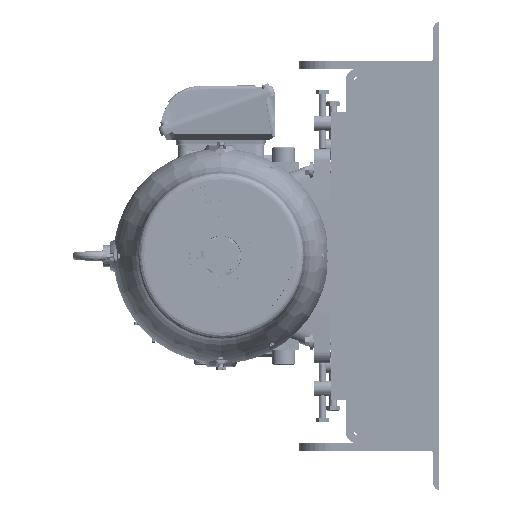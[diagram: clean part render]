
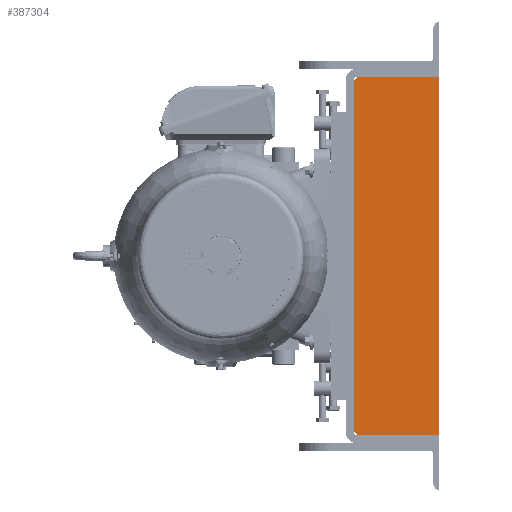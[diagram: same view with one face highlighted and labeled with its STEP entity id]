
A CAD part, left-side view. The second image highlights one B-rep face of the part: STEP entity #387304.
In plain terms, the highlighted planar face has unit normal (-1, 0, 0).
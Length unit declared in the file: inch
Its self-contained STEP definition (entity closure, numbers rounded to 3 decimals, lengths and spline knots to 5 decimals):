
#3649 = VERTEX_POINT ( 'NONE', #201359 ) ;
#4000 = LINE ( 'NONE', #510375, #275657 ) ;
#11726 = VERTEX_POINT ( 'NONE', #115256 ) ;
#17964 = DIRECTION ( 'NONE',  ( 0., 0., 1. ) ) ;
#42383 = CARTESIAN_POINT ( 'NONE',  ( 0., 5.25, -23.5 ) ) ;
#43945 = VECTOR ( 'NONE', #237814, 39.37008 ) ;
#77071 = ORIENTED_EDGE ( 'NONE', *, *, #486332, .F. ) ;
#80789 = CARTESIAN_POINT ( 'NONE',  ( 0., 0., -23.5 ) ) ;
#89566 = EDGE_CURVE ( 'NONE', #224876, #500468, #475590, .T. ) ;
#101331 = VECTOR ( 'NONE', #423093, 39.37008 ) ;
#113683 = LINE ( 'NONE', #237191, #385129 ) ;
#115256 = CARTESIAN_POINT ( 'NONE',  ( 0., 5.25, -23.5 ) ) ;
#122359 = ORIENTED_EDGE ( 'NONE', *, *, #213548, .F. ) ;
#150160 = CARTESIAN_POINT ( 'NONE',  ( 0., 0., -0.5 ) ) ;
#151706 = DIRECTION ( 'NONE',  ( 0., 0., 1. ) ) ;
#198373 = CARTESIAN_POINT ( 'NONE',  ( 0., 5.5, -23.25 ) ) ;
#201359 = CARTESIAN_POINT ( 'NONE',  ( 0., 5.5, -0.75 ) ) ;
#201475 = CARTESIAN_POINT ( 'NONE',  ( 0., 0., -23.5 ) ) ;
#202141 = LINE ( 'NONE', #42383, #411877 ) ;
#204410 = DIRECTION ( 'NONE',  ( 0., 1., 0. ) ) ;
#205648 = LINE ( 'NONE', #308555, #285795 ) ;
#208950 = VERTEX_POINT ( 'NONE', #370975 ) ;
#213548 = EDGE_CURVE ( 'NONE', #11726, #483546, #4000, .T. ) ;
#223135 = EDGE_LOOP ( 'NONE', ( #356027, #77071, #245473, #429395, #122359, #439505 ) ) ;
#224876 = VERTEX_POINT ( 'NONE', #150160 ) ;
#237191 = CARTESIAN_POINT ( 'NONE',  ( 0., 5.25, -0.5 ) ) ;
#237814 = DIRECTION ( 'NONE',  ( 0., 0., -1. ) ) ;
#242780 = EDGE_CURVE ( 'NONE', #483546, #3649, #205648, .T. ) ;
#245473 = ORIENTED_EDGE ( 'NONE', *, *, #272145, .F. ) ;
#271513 = CARTESIAN_POINT ( 'NONE',  ( 0., 0., -0.5 ) ) ;
#272145 = EDGE_CURVE ( 'NONE', #3649, #208950, #113683, .T. ) ;
#275657 = VECTOR ( 'NONE', #314136, 39.37008 ) ;
#285795 = VECTOR ( 'NONE', #151706, 39.37008 ) ;
#287770 = FACE_OUTER_BOUND ( 'NONE', #223135, .T. ) ;
#308555 = CARTESIAN_POINT ( 'NONE',  ( 0., 5.5, -0.75 ) ) ;
#310921 = LINE ( 'NONE', #271513, #101331 ) ;
#314136 = DIRECTION ( 'NONE',  ( 0., 0.707, 0.707 ) ) ;
#335179 = CARTESIAN_POINT ( 'NONE',  ( 0., 0., 0.19353 ) ) ;
#356027 = ORIENTED_EDGE ( 'NONE', *, *, #89566, .F. ) ;
#370975 = CARTESIAN_POINT ( 'NONE',  ( 0., 5.25, -0.5 ) ) ;
#385129 = VECTOR ( 'NONE', #430117, 39.37008 ) ;
#387304 = ADVANCED_FACE ( 'NONE', ( #287770 ), #412791, .T. ) ;
#388174 = AXIS2_PLACEMENT_3D ( 'NONE', #335179, #496885, #17964 ) ;
#411877 = VECTOR ( 'NONE', #204410, 39.37008 ) ;
#412791 = PLANE ( 'NONE',  #388174 ) ;
#423093 = DIRECTION ( 'NONE',  ( 0., -1., 0. ) ) ;
#429395 = ORIENTED_EDGE ( 'NONE', *, *, #242780, .F. ) ;
#430117 = DIRECTION ( 'NONE',  ( 0., -0.707, 0.707 ) ) ;
#439505 = ORIENTED_EDGE ( 'NONE', *, *, #505374, .F. ) ;
#475590 = LINE ( 'NONE', #201475, #43945 ) ;
#483546 = VERTEX_POINT ( 'NONE', #198373 ) ;
#486332 = EDGE_CURVE ( 'NONE', #208950, #224876, #310921, .T. ) ;
#496885 = DIRECTION ( 'NONE',  ( -1., 0., 0. ) ) ;
#500468 = VERTEX_POINT ( 'NONE', #80789 ) ;
#505374 = EDGE_CURVE ( 'NONE', #500468, #11726, #202141, .T. ) ;
#510375 = CARTESIAN_POINT ( 'NONE',  ( 0., 5.5, -23.25 ) ) ;
